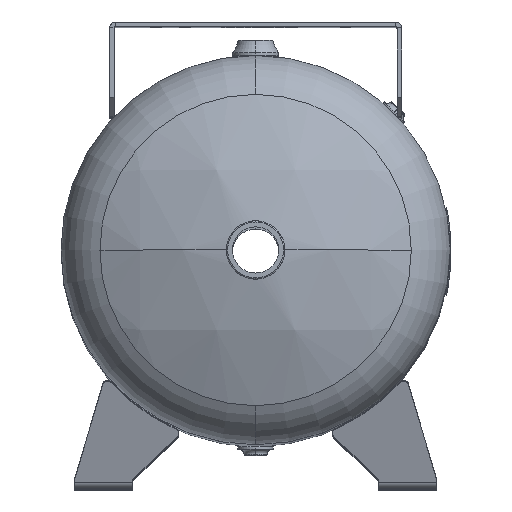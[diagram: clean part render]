
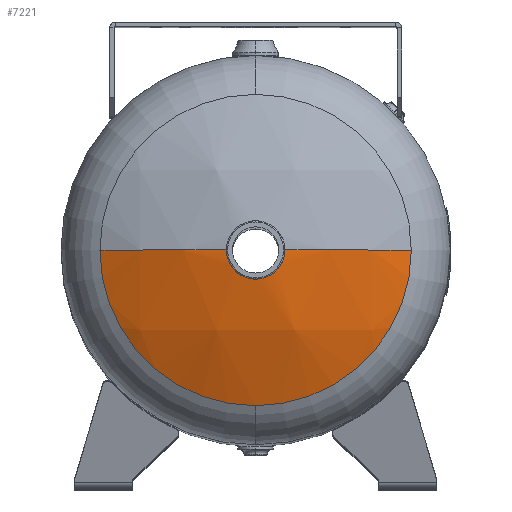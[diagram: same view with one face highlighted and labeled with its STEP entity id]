
A CAD part, top view. The second image highlights one B-rep face of the part: STEP entity #7221.
In plain terms, the highlighted spherical face has radius 457.2 mm.
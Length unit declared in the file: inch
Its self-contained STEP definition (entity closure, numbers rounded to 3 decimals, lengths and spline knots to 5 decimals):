
#830 = EDGE_CURVE ( 'NONE', #10540, #10520, #8109, .T. ) ;
#832 = EDGE_CURVE ( 'NONE', #10520, #10519, #8113, .T. ) ;
#833 = EDGE_CURVE ( 'NONE', #10519, #10518, #8115, .T. ) ;
#834 = EDGE_CURVE ( 'NONE', #2793, #10540, #8117, .T. ) ;
#835 = EDGE_CURVE ( 'NONE', #2793, #10518, #8119, .T. ) ;
#2244 = CARTESIAN_POINT ( 'NONE',  ( 0., 0., 13.5 ) ) ;
#2247 = FACE_OUTER_BOUND ( 'NONE', #13394, .T. ) ;
#2248 = SPHERICAL_SURFACE ( 'NONE', #8483, 18. ) ;
#2251 = DIRECTION ( 'NONE',  ( 0., -1., 0. ) ) ;
#2252 = DIRECTION ( 'NONE',  ( 1., 0., 0. ) ) ;
#2793 = VERTEX_POINT ( 'NONE', #6038 ) ;
#6038 = CARTESIAN_POINT ( 'NONE',  ( -1.5025, 0., 31.43718 ) ) ;
#7221 = ADVANCED_FACE ( 'NONE', ( #2247 ), #2248, .T. ) ;
#8109 = CIRCLE ( 'NONE', #8112, 18. ) ;
#8112 = AXIS2_PLACEMENT_3D ( 'NONE', #8992, #8993, #8994 ) ;
#8113 = CIRCLE ( 'NONE', #8116, 8. ) ;
#8115 = CIRCLE ( 'NONE', #8118, 8. ) ;
#8116 = AXIS2_PLACEMENT_3D ( 'NONE', #8998, #8999, #9000 ) ;
#8117 = CIRCLE ( 'NONE', #8120, 1.5025 ) ;
#8118 = AXIS2_PLACEMENT_3D ( 'NONE', #9001, #9002, #9003 ) ;
#8119 = CIRCLE ( 'NONE', #8122, 18. ) ;
#8120 = AXIS2_PLACEMENT_3D ( 'NONE', #9004, #9005, #9006 ) ;
#8122 = AXIS2_PLACEMENT_3D ( 'NONE', #9008, #9009, #9010 ) ;
#8483 = AXIS2_PLACEMENT_3D ( 'NONE', #2244, #2251, #2252 ) ;
#8992 = CARTESIAN_POINT ( 'NONE',  ( 0., 0., 13.5 ) ) ;
#8993 = DIRECTION ( 'NONE',  ( 0., 1., 0. ) ) ;
#8994 = DIRECTION ( 'NONE',  ( 0., 0., 1. ) ) ;
#8998 = CARTESIAN_POINT ( 'NONE',  ( 0., 0., 29.62452 ) ) ;
#8999 = DIRECTION ( 'NONE',  ( 0., 0., -1. ) ) ;
#9000 = DIRECTION ( 'NONE',  ( 0., 1., 0. ) ) ;
#9001 = CARTESIAN_POINT ( 'NONE',  ( 0., 0., 29.62452 ) ) ;
#9002 = DIRECTION ( 'NONE',  ( 0., 0., -1. ) ) ;
#9003 = DIRECTION ( 'NONE',  ( 0., 1., 0. ) ) ;
#9004 = CARTESIAN_POINT ( 'NONE',  ( 0., 0., 31.43718 ) ) ;
#9005 = DIRECTION ( 'NONE',  ( 0., 0., 1. ) ) ;
#9006 = DIRECTION ( 'NONE',  ( -1., 0., 0. ) ) ;
#9008 = CARTESIAN_POINT ( 'NONE',  ( 0., 0., 13.5 ) ) ;
#9009 = DIRECTION ( 'NONE',  ( 0., -1., 0. ) ) ;
#9010 = DIRECTION ( 'NONE',  ( 1., 0., 0. ) ) ;
#10055 = CARTESIAN_POINT ( 'NONE',  ( 0., -8., 29.62452 ) ) ;
#10056 = CARTESIAN_POINT ( 'NONE',  ( 8., 0., 29.62452 ) ) ;
#10127 = CARTESIAN_POINT ( 'NONE',  ( -8., 0., 29.62452 ) ) ;
#10147 = CARTESIAN_POINT ( 'NONE',  ( 1.5025, 0., 31.43718 ) ) ;
#10396 = ORIENTED_EDGE ( 'NONE', *, *, #830, .F. ) ;
#10397 = ORIENTED_EDGE ( 'NONE', *, *, #832, .F. ) ;
#10398 = ORIENTED_EDGE ( 'NONE', *, *, #833, .F. ) ;
#10399 = ORIENTED_EDGE ( 'NONE', *, *, #835, .T. ) ;
#10400 = ORIENTED_EDGE ( 'NONE', *, *, #834, .F. ) ;
#10518 = VERTEX_POINT ( 'NONE', #10127 ) ;
#10519 = VERTEX_POINT ( 'NONE', #10055 ) ;
#10520 = VERTEX_POINT ( 'NONE', #10056 ) ;
#10540 = VERTEX_POINT ( 'NONE', #10147 ) ;
#13394 = EDGE_LOOP ( 'NONE', ( #10400, #10399, #10398, #10397, #10396 ) ) ;
